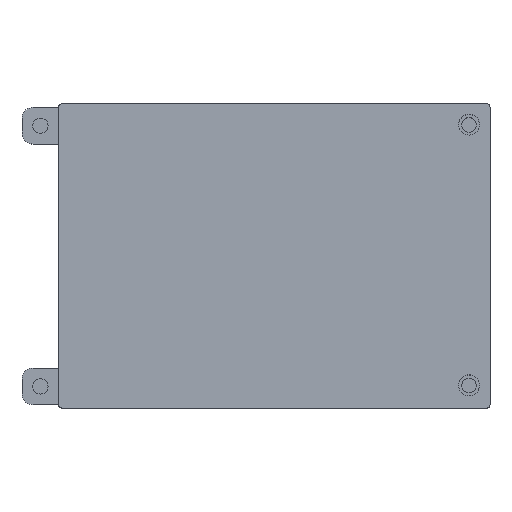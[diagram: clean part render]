
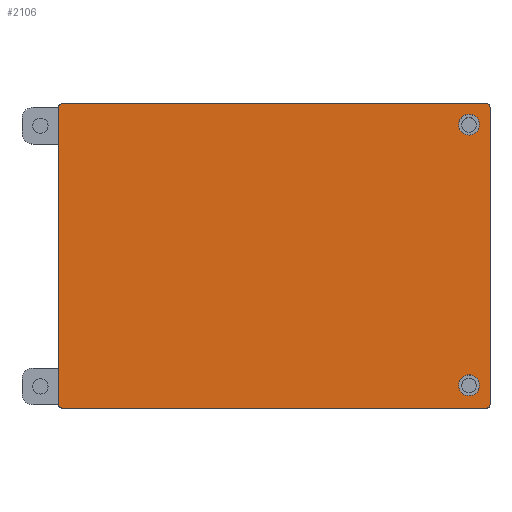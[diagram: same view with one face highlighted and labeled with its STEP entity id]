
A CAD part, top view. The second image highlights one B-rep face of the part: STEP entity #2106.
In plain terms, the highlighted planar face has unit normal (0, 0, 1).
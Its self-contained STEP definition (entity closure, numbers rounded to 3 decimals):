
#48=FACE_BOUND('',#325,.T.);
#49=FACE_BOUND('',#326,.T.);
#98=PLANE('',#2289);
#192=FACE_OUTER_BOUND('',#324,.T.);
#324=EDGE_LOOP('',(#1716,#1717,#1718,#1719,#1720,#1721,#1722,#1723));
#325=EDGE_LOOP('',(#1724));
#326=EDGE_LOOP('',(#1725));
#506=LINE('',#3340,#730);
#510=LINE('',#3350,#734);
#516=LINE('',#3364,#740);
#517=LINE('',#3368,#741);
#730=VECTOR('',#2710,10.);
#734=VECTOR('',#2722,10.);
#740=VECTOR('',#2732,10.);
#741=VECTOR('',#2735,10.);
#865=CIRCLE('',#2251,2.85);
#883=CIRCLE('',#2287,1.);
#884=CIRCLE('',#2290,1.);
#885=CIRCLE('',#2291,1.);
#886=CIRCLE('',#2292,1.);
#887=CIRCLE('',#2293,2.85);
#967=VERTEX_POINT('',#3227);
#1007=VERTEX_POINT('',#3337);
#1008=VERTEX_POINT('',#3339);
#1009=VERTEX_POINT('',#3345);
#1010=VERTEX_POINT('',#3349);
#1015=VERTEX_POINT('',#3361);
#1016=VERTEX_POINT('',#3363);
#1017=VERTEX_POINT('',#3365);
#1018=VERTEX_POINT('',#3367);
#1019=VERTEX_POINT('',#3370);
#1195=EDGE_CURVE('',#967,#967,#865,.T.);
#1250=EDGE_CURVE('',#1008,#1007,#506,.T.);
#1253=EDGE_CURVE('',#1008,#1009,#883,.T.);
#1255=EDGE_CURVE('',#1010,#1009,#510,.T.);
#1261=EDGE_CURVE('',#1015,#1007,#884,.T.);
#1262=EDGE_CURVE('',#1015,#1016,#516,.T.);
#1263=EDGE_CURVE('',#1017,#1016,#885,.T.);
#1264=EDGE_CURVE('',#1017,#1018,#517,.T.);
#1265=EDGE_CURVE('',#1010,#1018,#886,.T.);
#1266=EDGE_CURVE('',#1019,#1019,#887,.T.);
#1716=ORIENTED_EDGE('',*,*,#1253,.F.);
#1717=ORIENTED_EDGE('',*,*,#1250,.T.);
#1718=ORIENTED_EDGE('',*,*,#1261,.F.);
#1719=ORIENTED_EDGE('',*,*,#1262,.T.);
#1720=ORIENTED_EDGE('',*,*,#1263,.F.);
#1721=ORIENTED_EDGE('',*,*,#1264,.T.);
#1722=ORIENTED_EDGE('',*,*,#1265,.F.);
#1723=ORIENTED_EDGE('',*,*,#1255,.T.);
#1724=ORIENTED_EDGE('',*,*,#1195,.T.);
#1725=ORIENTED_EDGE('',*,*,#1266,.T.);
#2106=ADVANCED_FACE('',(#192,#48,#49),#98,.T.);
#2251=AXIS2_PLACEMENT_3D('',#3228,#2605,#2606);
#2287=AXIS2_PLACEMENT_3D('',#3346,#2717,#2718);
#2289=AXIS2_PLACEMENT_3D('',#3360,#2728,#2729);
#2290=AXIS2_PLACEMENT_3D('',#3362,#2730,#2731);
#2291=AXIS2_PLACEMENT_3D('',#3366,#2733,#2734);
#2292=AXIS2_PLACEMENT_3D('',#3369,#2736,#2737);
#2293=AXIS2_PLACEMENT_3D('',#3371,#2738,#2739);
#2605=DIRECTION('center_axis',(0.,0.,-1.));
#2606=DIRECTION('ref_axis',(-1.,0.,0.));
#2710=DIRECTION('',(0.,-1.,0.));
#2717=DIRECTION('center_axis',(0.,0.,-1.));
#2718=DIRECTION('ref_axis',(-0.707,0.707,0.));
#2722=DIRECTION('',(-1.,0.,0.));
#2728=DIRECTION('center_axis',(0.,0.,1.));
#2729=DIRECTION('ref_axis',(1.,0.,0.));
#2730=DIRECTION('center_axis',(0.,0.,-1.));
#2731=DIRECTION('ref_axis',(-0.707,-0.707,0.));
#2732=DIRECTION('',(1.,0.,0.));
#2733=DIRECTION('center_axis',(0.,0.,-1.));
#2734=DIRECTION('ref_axis',(0.707,-0.707,0.));
#2735=DIRECTION('',(0.,1.,0.));
#2736=DIRECTION('center_axis',(0.,0.,-1.));
#2737=DIRECTION('ref_axis',(0.707,0.707,0.));
#2738=DIRECTION('center_axis',(0.,0.,-1.));
#2739=DIRECTION('ref_axis',(-1.,0.,0.));
#3227=CARTESIAN_POINT('',(114.64,77.23,50.5));
#3228=CARTESIAN_POINT('Origin',(111.79,77.23,50.5));
#3337=CARTESIAN_POINT('',(0.,1.,50.5));
#3339=CARTESIAN_POINT('',(0.,82.,50.5));
#3340=CARTESIAN_POINT('',(0.,83.,50.5));
#3345=CARTESIAN_POINT('',(1.,83.,50.5));
#3346=CARTESIAN_POINT('Origin',(1.,82.,50.5));
#3349=CARTESIAN_POINT('',(116.5,83.,50.5));
#3350=CARTESIAN_POINT('',(117.5,83.,50.5));
#3360=CARTESIAN_POINT('Origin',(58.75,41.5,50.5));
#3361=CARTESIAN_POINT('',(1.,0.,50.5));
#3362=CARTESIAN_POINT('Origin',(1.,1.,50.5));
#3363=CARTESIAN_POINT('',(116.5,0.,50.5));
#3364=CARTESIAN_POINT('',(0.,0.,50.5));
#3365=CARTESIAN_POINT('',(117.5,1.,50.5));
#3366=CARTESIAN_POINT('Origin',(116.5,1.,50.5));
#3367=CARTESIAN_POINT('',(117.5,82.,50.5));
#3368=CARTESIAN_POINT('',(117.5,0.,50.5));
#3369=CARTESIAN_POINT('Origin',(116.5,82.,50.5));
#3370=CARTESIAN_POINT('',(114.64,6.23,50.5));
#3371=CARTESIAN_POINT('Origin',(111.79,6.23,50.5));
